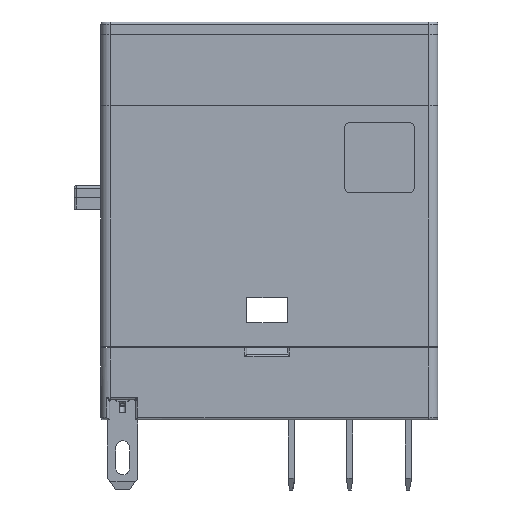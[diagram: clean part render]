
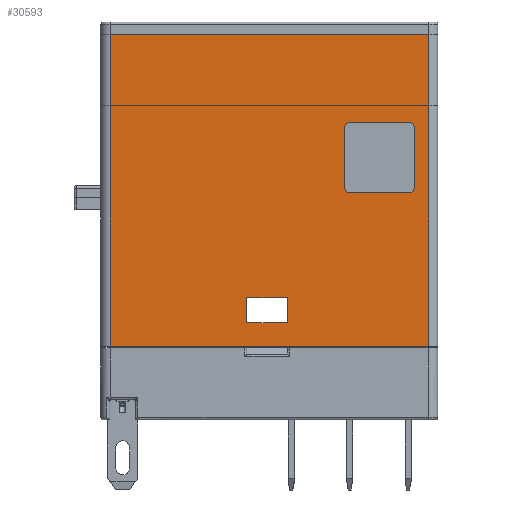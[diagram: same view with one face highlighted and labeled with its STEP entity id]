
A CAD part, front view. The second image highlights one B-rep face of the part: STEP entity #30593.
In plain terms, the highlighted planar face has unit normal (0, -1, 0).
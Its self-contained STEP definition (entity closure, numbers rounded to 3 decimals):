
#600 = DIRECTION ( 'NONE',  ( 1., 0., 0. ) ) ;
#1211 = VERTEX_POINT ( 'NONE', #20862 ) ;
#1447 = LINE ( 'NONE', #52535, #24776 ) ;
#1684 = CARTESIAN_POINT ( 'NONE',  ( 21.3, 0., 19.4 ) ) ;
#2602 = CIRCLE ( 'NONE', #25634, 0.5 ) ;
#3193 = LINE ( 'NONE', #47228, #25421 ) ;
#4141 = EDGE_CURVE ( 'NONE', #36417, #22290, #44880, .T. ) ;
#4375 = CARTESIAN_POINT ( 'NONE',  ( 0.8, 0., 32.9 ) ) ;
#5502 = CARTESIAN_POINT ( 'NONE',  ( 20.8, 0., 24.9 ) ) ;
#6293 = VERTEX_POINT ( 'NONE', #7129 ) ;
#6369 = ORIENTED_EDGE ( 'NONE', *, *, #37122, .F. ) ;
#6438 = FACE_OUTER_BOUND ( 'NONE', #34603, .T. ) ;
#6516 = DIRECTION ( 'NONE',  ( 0., 0., 1. ) ) ;
#6705 = CARTESIAN_POINT ( 'NONE',  ( 21.3, 0., 19.9 ) ) ;
#6777 = DIRECTION ( 'NONE',  ( 0., -1., 0. ) ) ;
#6987 = DIRECTION ( 'NONE',  ( 0., 1., 0. ) ) ;
#7129 = CARTESIAN_POINT ( 'NONE',  ( 28., 0., 6.3 ) ) ;
#7304 = EDGE_CURVE ( 'NONE', #22290, #29044, #38812, .T. ) ;
#7874 = LINE ( 'NONE', #12324, #28712 ) ;
#8217 = DIRECTION ( 'NONE',  ( 1., 0., 0. ) ) ;
#8414 = ORIENTED_EDGE ( 'NONE', *, *, #46121, .F. ) ;
#8684 = VERTEX_POINT ( 'NONE', #22741 ) ;
#9806 = EDGE_CURVE ( 'NONE', #29947, #1211, #7874, .T. ) ;
#9985 = ORIENTED_EDGE ( 'NONE', *, *, #23277, .F. ) ;
#10084 = DIRECTION ( 'NONE',  ( 1., 0., 0. ) ) ;
#10889 = CARTESIAN_POINT ( 'NONE',  ( 26.3, 0., 19.4 ) ) ;
#10947 = LINE ( 'NONE', #27866, #18869 ) ;
#11211 = CARTESIAN_POINT ( 'NONE',  ( 26.3, 0., 19.9 ) ) ;
#11439 = DIRECTION ( 'NONE',  ( 0., 0., 1. ) ) ;
#11562 = CARTESIAN_POINT ( 'NONE',  ( 26.3, 0., 24.9 ) ) ;
#12324 = CARTESIAN_POINT ( 'NONE',  ( 28.8, 0., 8.3 ) ) ;
#12363 = EDGE_CURVE ( 'NONE', #38586, #23051, #3193, .T. ) ;
#13141 = LINE ( 'NONE', #21704, #17781 ) ;
#13880 = VERTEX_POINT ( 'NONE', #25501 ) ;
#15332 = CARTESIAN_POINT ( 'NONE',  ( 26.8, 0., 19.9 ) ) ;
#15856 = DIRECTION ( 'NONE',  ( -1., 0., 0. ) ) ;
#16463 = DIRECTION ( 'NONE',  ( 0., 0., -1. ) ) ;
#17781 = VECTOR ( 'NONE', #16463, 1000. ) ;
#18578 = DIRECTION ( 'NONE',  ( 1., 0., 0. ) ) ;
#18856 = LINE ( 'NONE', #1684, #25125 ) ;
#18869 = VECTOR ( 'NONE', #6516, 1000. ) ;
#19170 = FACE_BOUND ( 'NONE', #34610, .T. ) ;
#19405 = EDGE_CURVE ( 'NONE', #6293, #13880, #10947, .T. ) ;
#19433 = DIRECTION ( 'NONE',  ( 0., -1., 0. ) ) ;
#19459 = LINE ( 'NONE', #15332, #43642 ) ;
#19606 = VERTEX_POINT ( 'NONE', #51952 ) ;
#20056 = DIRECTION ( 'NONE',  ( 1., 0., 0. ) ) ;
#20862 = CARTESIAN_POINT ( 'NONE',  ( 12.45, 0., 8.3 ) ) ;
#20923 = AXIS2_PLACEMENT_3D ( 'NONE', #51646, #21884, #43006 ) ;
#21412 = CARTESIAN_POINT ( 'NONE',  ( 15.95, 0., 10.45 ) ) ;
#21704 = CARTESIAN_POINT ( 'NONE',  ( 0.8, 0., 6.3 ) ) ;
#21884 = DIRECTION ( 'NONE',  ( 0., -1., 0. ) ) ;
#22255 = ORIENTED_EDGE ( 'NONE', *, *, #9806, .T. ) ;
#22290 = VERTEX_POINT ( 'NONE', #26276 ) ;
#22741 = CARTESIAN_POINT ( 'NONE',  ( 0.8, 0., 6.3 ) ) ;
#22746 = ORIENTED_EDGE ( 'NONE', *, *, #7304, .F. ) ;
#23051 = VERTEX_POINT ( 'NONE', #21412 ) ;
#23277 = EDGE_CURVE ( 'NONE', #43038, #36417, #36670, .T. ) ;
#23456 = VECTOR ( 'NONE', #15856, 1000. ) ;
#23885 = PLANE ( 'NONE',  #46061 ) ;
#24298 = VERTEX_POINT ( 'NONE', #47637 ) ;
#24776 = VECTOR ( 'NONE', #46990, 1000. ) ;
#25125 = VECTOR ( 'NONE', #18578, 1000. ) ;
#25277 = ORIENTED_EDGE ( 'NONE', *, *, #19405, .T. ) ;
#25421 = VECTOR ( 'NONE', #600, 1000. ) ;
#25501 = CARTESIAN_POINT ( 'NONE',  ( 28., 0., 32.9 ) ) ;
#25634 = AXIS2_PLACEMENT_3D ( 'NONE', #11562, #41791, #8217 ) ;
#26276 = CARTESIAN_POINT ( 'NONE',  ( 20.8, 0., 24.9 ) ) ;
#26946 = LINE ( 'NONE', #43073, #50576 ) ;
#27212 = ORIENTED_EDGE ( 'NONE', *, *, #48855, .F. ) ;
#27235 = FACE_BOUND ( 'NONE', #45605, .T. ) ;
#27540 = EDGE_CURVE ( 'NONE', #29044, #19606, #29087, .T. ) ;
#27866 = CARTESIAN_POINT ( 'NONE',  ( 28., 0., 6.3 ) ) ;
#28380 = ORIENTED_EDGE ( 'NONE', *, *, #39629, .F. ) ;
#28648 = CARTESIAN_POINT ( 'NONE',  ( 15.95, 0., 6.3 ) ) ;
#28712 = VECTOR ( 'NONE', #46443, 1000. ) ;
#29044 = VERTEX_POINT ( 'NONE', #48690 ) ;
#29087 = CIRCLE ( 'NONE', #42365, 0.5 ) ;
#29947 = VERTEX_POINT ( 'NONE', #54878 ) ;
#30125 = VECTOR ( 'NONE', #33647, 1000. ) ;
#30593 = ADVANCED_FACE ( 'NONE', ( #6438, #19170, #27235 ), #23885, .F. ) ;
#30798 = ORIENTED_EDGE ( 'NONE', *, *, #4141, .F. ) ;
#31292 = CARTESIAN_POINT ( 'NONE',  ( 26.3, 0., 25.4 ) ) ;
#32369 = CARTESIAN_POINT ( 'NONE',  ( 21.3, 0., 25.4 ) ) ;
#32525 = ORIENTED_EDGE ( 'NONE', *, *, #35971, .T. ) ;
#33058 = CARTESIAN_POINT ( 'NONE',  ( 12.45, 0., 10.45 ) ) ;
#33099 = LINE ( 'NONE', #28648, #30125 ) ;
#33266 = ORIENTED_EDGE ( 'NONE', *, *, #35791, .T. ) ;
#33441 = ORIENTED_EDGE ( 'NONE', *, *, #41152, .F. ) ;
#33466 = VERTEX_POINT ( 'NONE', #4375 ) ;
#33647 = DIRECTION ( 'NONE',  ( 0., 0., -1. ) ) ;
#34415 = CIRCLE ( 'NONE', #35314, 0.5 ) ;
#34603 = EDGE_LOOP ( 'NONE', ( #25277, #8414, #54230, #6369 ) ) ;
#34610 = EDGE_LOOP ( 'NONE', ( #22255, #32525, #43850, #33266 ) ) ;
#35314 = AXIS2_PLACEMENT_3D ( 'NONE', #11211, #6777, #20056 ) ;
#35461 = DIRECTION ( 'NONE',  ( 0., 0., -1. ) ) ;
#35791 = EDGE_CURVE ( 'NONE', #23051, #29947, #33099, .T. ) ;
#35971 = EDGE_CURVE ( 'NONE', #1211, #38586, #26946, .T. ) ;
#36392 = DIRECTION ( 'NONE',  ( 1., 0., 0. ) ) ;
#36417 = VERTEX_POINT ( 'NONE', #32369 ) ;
#36670 = LINE ( 'NONE', #44442, #23456 ) ;
#36672 = DIRECTION ( 'NONE',  ( 1., 0., 0. ) ) ;
#37122 = EDGE_CURVE ( 'NONE', #6293, #8684, #1447, .T. ) ;
#38095 = EDGE_CURVE ( 'NONE', #33466, #8684, #13141, .T. ) ;
#38586 = VERTEX_POINT ( 'NONE', #33058 ) ;
#38812 = LINE ( 'NONE', #5502, #39212 ) ;
#39167 = DIRECTION ( 'NONE',  ( 0., 0., 1. ) ) ;
#39212 = VECTOR ( 'NONE', #35461, 1000. ) ;
#39493 = LINE ( 'NONE', #48126, #45830 ) ;
#39629 = EDGE_CURVE ( 'NONE', #24298, #52367, #19459, .T. ) ;
#40685 = VERTEX_POINT ( 'NONE', #10889 ) ;
#41152 = EDGE_CURVE ( 'NONE', #19606, #40685, #18856, .T. ) ;
#41791 = DIRECTION ( 'NONE',  ( 0., -1., 0. ) ) ;
#42365 = AXIS2_PLACEMENT_3D ( 'NONE', #6705, #19433, #36392 ) ;
#43006 = DIRECTION ( 'NONE',  ( 1., 0., 0. ) ) ;
#43038 = VERTEX_POINT ( 'NONE', #31292 ) ;
#43073 = CARTESIAN_POINT ( 'NONE',  ( 12.45, 0., 6.3 ) ) ;
#43642 = VECTOR ( 'NONE', #11439, 1000. ) ;
#43850 = ORIENTED_EDGE ( 'NONE', *, *, #12363, .T. ) ;
#44442 = CARTESIAN_POINT ( 'NONE',  ( 26.3, 0., 25.4 ) ) ;
#44880 = CIRCLE ( 'NONE', #20923, 0.5 ) ;
#44998 = CARTESIAN_POINT ( 'NONE',  ( 28.8, 0., 6.3 ) ) ;
#45605 = EDGE_LOOP ( 'NONE', ( #22746, #30798, #9985, #45921, #28380, #27212, #33441, #51563 ) ) ;
#45830 = VECTOR ( 'NONE', #10084, 1000. ) ;
#45921 = ORIENTED_EDGE ( 'NONE', *, *, #49573, .F. ) ;
#46061 = AXIS2_PLACEMENT_3D ( 'NONE', #44998, #6987, #36672 ) ;
#46121 = EDGE_CURVE ( 'NONE', #33466, #13880, #39493, .T. ) ;
#46443 = DIRECTION ( 'NONE',  ( -1., 0., 0. ) ) ;
#46990 = DIRECTION ( 'NONE',  ( -1., 0., 0. ) ) ;
#47228 = CARTESIAN_POINT ( 'NONE',  ( 28.8, 0., 10.45 ) ) ;
#47637 = CARTESIAN_POINT ( 'NONE',  ( 26.8, 0., 19.9 ) ) ;
#48126 = CARTESIAN_POINT ( 'NONE',  ( 0.8, 0., 32.9 ) ) ;
#48690 = CARTESIAN_POINT ( 'NONE',  ( 20.8, 0., 19.9 ) ) ;
#48855 = EDGE_CURVE ( 'NONE', #40685, #24298, #34415, .T. ) ;
#49573 = EDGE_CURVE ( 'NONE', #52367, #43038, #2602, .T. ) ;
#50576 = VECTOR ( 'NONE', #39167, 1000. ) ;
#51563 = ORIENTED_EDGE ( 'NONE', *, *, #27540, .F. ) ;
#51646 = CARTESIAN_POINT ( 'NONE',  ( 21.3, 0., 24.9 ) ) ;
#51952 = CARTESIAN_POINT ( 'NONE',  ( 21.3, 0., 19.4 ) ) ;
#52367 = VERTEX_POINT ( 'NONE', #53894 ) ;
#52535 = CARTESIAN_POINT ( 'NONE',  ( 28.8, 0., 6.3 ) ) ;
#53894 = CARTESIAN_POINT ( 'NONE',  ( 26.8, 0., 24.9 ) ) ;
#54230 = ORIENTED_EDGE ( 'NONE', *, *, #38095, .T. ) ;
#54878 = CARTESIAN_POINT ( 'NONE',  ( 15.95, 0., 8.3 ) ) ;
